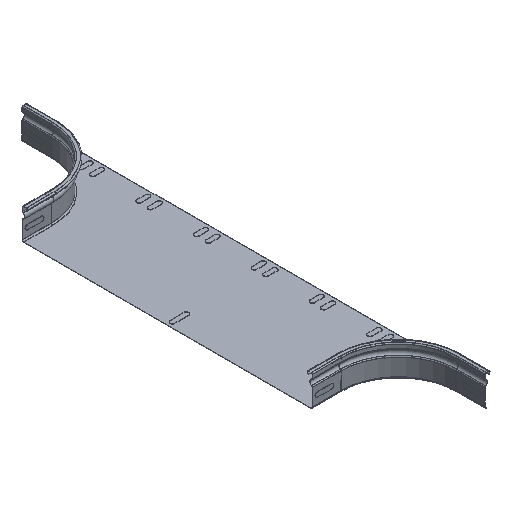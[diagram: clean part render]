
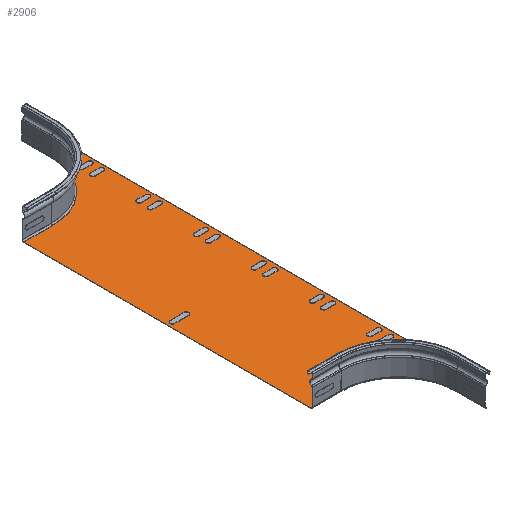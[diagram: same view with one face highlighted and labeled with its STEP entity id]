
A CAD part, isometric view. The second image highlights one B-rep face of the part: STEP entity #2906.
In plain terms, the highlighted planar face has unit normal (0, 0, 1).
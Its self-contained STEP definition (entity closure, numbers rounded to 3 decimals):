
#240=FACE_OUTER_BOUND('',#406,.T.);
#406=EDGE_LOOP('',(#2429,#2430,#2431,#2432,#2433,#2434,#2435,#2436));
#603=CIRCLE('',#3268,101.6);
#624=CIRCLE('',#3301,101.6);
#827=LINE('',#5013,#1069);
#834=LINE('',#5041,#1076);
#848=LINE('',#5095,#1090);
#852=LINE('',#5106,#1094);
#854=LINE('',#5110,#1096);
#855=LINE('',#5113,#1097);
#1069=VECTOR('',#4002,1.);
#1076=VECTOR('',#4037,1.);
#1090=VECTOR('',#4087,1.);
#1094=VECTOR('',#4097,1.);
#1096=VECTOR('',#4101,1.);
#1097=VECTOR('',#4104,1.);
#1390=VERTEX_POINT('',#5010);
#1391=VERTEX_POINT('',#5012);
#1393=VERTEX_POINT('',#5020);
#1398=VERTEX_POINT('',#5039);
#1420=VERTEX_POINT('',#5093);
#1424=VERTEX_POINT('',#5105);
#1425=VERTEX_POINT('',#5109);
#1426=VERTEX_POINT('',#5111);
#1772=EDGE_CURVE('',#1391,#1390,#827,.T.);
#1777=EDGE_CURVE('',#1393,#1390,#603,.T.);
#1788=EDGE_CURVE('',#1393,#1398,#834,.T.);
#1814=EDGE_CURVE('',#1398,#1420,#848,.T.);
#1819=EDGE_CURVE('',#1391,#1424,#852,.T.);
#1821=EDGE_CURVE('',#1425,#1420,#854,.T.);
#1822=EDGE_CURVE('',#1425,#1426,#624,.T.);
#1823=EDGE_CURVE('',#1426,#1424,#855,.T.);
#2429=ORIENTED_EDGE('',*,*,#1814,.T.);
#2430=ORIENTED_EDGE('',*,*,#1821,.F.);
#2431=ORIENTED_EDGE('',*,*,#1822,.T.);
#2432=ORIENTED_EDGE('',*,*,#1823,.T.);
#2433=ORIENTED_EDGE('',*,*,#1819,.F.);
#2434=ORIENTED_EDGE('',*,*,#1772,.T.);
#2435=ORIENTED_EDGE('',*,*,#1777,.F.);
#2436=ORIENTED_EDGE('',*,*,#1788,.T.);
#2783=PLANE('',#3300);
#2906=ADVANCED_FACE('',(#240),#2783,.F.);
#3268=AXIS2_PLACEMENT_3D('',#5022,#4012,#4013);
#3300=AXIS2_PLACEMENT_3D('',#5108,#4099,#4100);
#3301=AXIS2_PLACEMENT_3D('',#5112,#4102,#4103);
#4002=DIRECTION('',(-1.,0.,0.));
#4012=DIRECTION('center_axis',(0.,0.,1.));
#4013=DIRECTION('ref_axis',(0.,-1.,0.));
#4037=DIRECTION('',(-1.,0.,0.));
#4087=DIRECTION('',(0.,-1.,0.));
#4097=DIRECTION('',(0.,-1.,0.));
#4099=DIRECTION('center_axis',(0.,0.,-1.));
#4100=DIRECTION('ref_axis',(1.,0.,0.));
#4101=DIRECTION('',(-1.,0.,0.));
#4102=DIRECTION('center_axis',(0.,0.,-1.));
#4103=DIRECTION('ref_axis',(0.,1.,0.));
#4104=DIRECTION('',(1.,0.,0.));
#5010=CARTESIAN_POINT('',(156.645,564.177,-2.));
#5012=CARTESIAN_POINT('',(190.045,564.177,-2.));
#5013=CARTESIAN_POINT('',(122.545,564.177,-2.));
#5020=CARTESIAN_POINT('',(55.045,462.577,-2.));
#5022=CARTESIAN_POINT('Origin',(55.045,564.177,-2.));
#5039=CARTESIAN_POINT('',(5.045,462.577,-2.));
#5041=CARTESIAN_POINT('',(55.045,462.577,-2.));
#5093=CARTESIAN_POINT('',(5.045,-34.623,-2.));
#5095=CARTESIAN_POINT('',(5.045,288.977,-2.));
#5105=CARTESIAN_POINT('',(190.045,-136.223,-2.));
#5106=CARTESIAN_POINT('',(190.045,88.977,-2.));
#5108=CARTESIAN_POINT('Origin',(55.045,64.777,-2.));
#5109=CARTESIAN_POINT('',(55.045,-34.623,-2.));
#5110=CARTESIAN_POINT('',(55.045,-34.623,-2.));
#5111=CARTESIAN_POINT('',(156.645,-136.223,-2.));
#5112=CARTESIAN_POINT('Origin',(55.045,-136.223,-2.));
#5113=CARTESIAN_POINT('',(122.545,-136.223,-2.));
